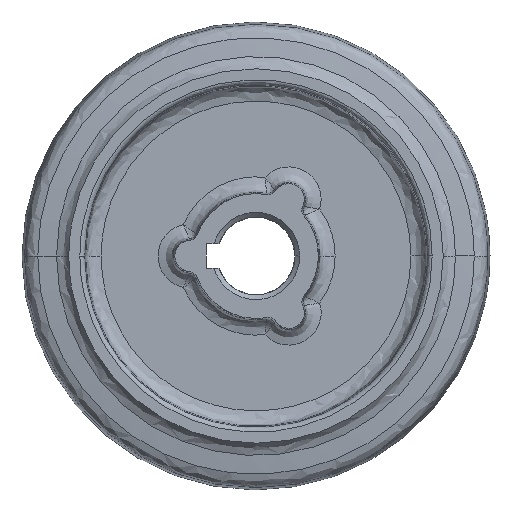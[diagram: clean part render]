
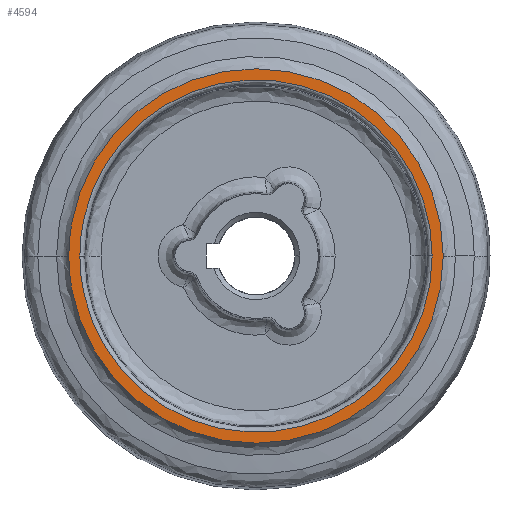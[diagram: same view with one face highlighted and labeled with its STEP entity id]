
A CAD part, left-side view. The second image highlights one B-rep face of the part: STEP entity #4594.
In plain terms, the highlighted planar face has unit normal (-1, 0, 0).
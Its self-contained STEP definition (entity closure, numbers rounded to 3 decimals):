
#1413 = CARTESIAN_POINT ( 'NONE',  ( -22.55, -56.461, 0. ) ) ;
#1414 = CARTESIAN_POINT ( 'NONE',  ( -22.55, 56.461, 0. ) ) ;
#1912 = CARTESIAN_POINT ( 'NONE',  ( -22.55, -60., 0. ) ) ;
#1923 = CARTESIAN_POINT ( 'NONE',  ( -22.55, -60., -10.532 ) ) ;
#1924 = CARTESIAN_POINT ( 'NONE',  ( -22.55, -57.228, -20.879 ) ) ;
#1925 = CARTESIAN_POINT ( 'NONE',  ( -22.55, -51.962, -30. ) ) ;
#1926 = CARTESIAN_POINT ( 'NONE',  ( -22.55, -46.695, -39.121 ) ) ;
#1927 = CARTESIAN_POINT ( 'NONE',  ( -22.55, -39.121, -46.695 ) ) ;
#1928 = CARTESIAN_POINT ( 'NONE',  ( -22.55, -30., -51.962 ) ) ;
#1929 = CARTESIAN_POINT ( 'NONE',  ( -22.55, -20.879, -57.228 ) ) ;
#1930 = CARTESIAN_POINT ( 'NONE',  ( -22.55, -10.532, -60. ) ) ;
#1931 = CARTESIAN_POINT ( 'NONE',  ( -22.55, 0., -60. ) ) ;
#1932 = CARTESIAN_POINT ( 'NONE',  ( -22.55, 10.532, -60. ) ) ;
#1933 = CARTESIAN_POINT ( 'NONE',  ( -22.55, 20.879, -57.228 ) ) ;
#1934 = CARTESIAN_POINT ( 'NONE',  ( -22.55, 30., -51.962 ) ) ;
#1935 = CARTESIAN_POINT ( 'NONE',  ( -22.55, 39.121, -46.695 ) ) ;
#1936 = CARTESIAN_POINT ( 'NONE',  ( -22.55, 46.695, -39.121 ) ) ;
#1937 = CARTESIAN_POINT ( 'NONE',  ( -22.55, 51.962, -30. ) ) ;
#1938 = CARTESIAN_POINT ( 'NONE',  ( -22.55, 57.228, -20.879 ) ) ;
#1939 = CARTESIAN_POINT ( 'NONE',  ( -22.55, 60., -10.532 ) ) ;
#1940 = CARTESIAN_POINT ( 'NONE',  ( -22.55, 60., 0. ) ) ;
#2144 = CARTESIAN_POINT ( 'NONE',  ( -22.55, -60., 0. ) ) ;
#2151 = CARTESIAN_POINT ( 'NONE',  ( -22.55, -60., 10.532 ) ) ;
#2152 = CARTESIAN_POINT ( 'NONE',  ( -22.55, -57.228, 20.879 ) ) ;
#2153 = CARTESIAN_POINT ( 'NONE',  ( -22.55, -51.962, 30. ) ) ;
#2154 = CARTESIAN_POINT ( 'NONE',  ( -22.55, -46.695, 39.121 ) ) ;
#2155 = CARTESIAN_POINT ( 'NONE',  ( -22.55, -39.121, 46.695 ) ) ;
#2156 = CARTESIAN_POINT ( 'NONE',  ( -22.55, -30., 51.962 ) ) ;
#2157 = CARTESIAN_POINT ( 'NONE',  ( -22.55, -20.879, 57.228 ) ) ;
#2158 = CARTESIAN_POINT ( 'NONE',  ( -22.55, -10.532, 60. ) ) ;
#2159 = CARTESIAN_POINT ( 'NONE',  ( -22.55, 0., 60. ) ) ;
#2160 = CARTESIAN_POINT ( 'NONE',  ( -22.55, 10.532, 60. ) ) ;
#2161 = CARTESIAN_POINT ( 'NONE',  ( -22.55, 20.879, 57.228 ) ) ;
#2162 = CARTESIAN_POINT ( 'NONE',  ( -22.55, 30., 51.962 ) ) ;
#2163 = CARTESIAN_POINT ( 'NONE',  ( -22.55, 39.121, 46.695 ) ) ;
#2164 = CARTESIAN_POINT ( 'NONE',  ( -22.55, 46.695, 39.121 ) ) ;
#2165 = CARTESIAN_POINT ( 'NONE',  ( -22.55, 51.962, 30. ) ) ;
#2166 = CARTESIAN_POINT ( 'NONE',  ( -22.55, 57.228, 20.879 ) ) ;
#2167 = CARTESIAN_POINT ( 'NONE',  ( -22.55, 60., 10.532 ) ) ;
#2168 = CARTESIAN_POINT ( 'NONE',  ( -22.55, 60., 0. ) ) ;
#3930 = B_SPLINE_CURVE_WITH_KNOTS ( 'NONE', 3,
 ( #4224, #4229, #4230, #4231, #4232, #4233, #4234, #4235, #4236, #4237, #4238, #4239, #4240, #4241, #4242, #4243, #4244, #4245, #4246 ),
 .UNSPECIFIED., .F., .F.,
 ( 4, 3, 3, 3, 3, 3, 4 ),
 ( 0., 0.167, 0.333, 0.5, 0.667, 0.833, 1. ),
 .UNSPECIFIED. ) ;
#3932 = B_SPLINE_CURVE_WITH_KNOTS ( 'NONE', 3,
 ( #4247, #4258, #4259, #4260, #4261, #4262, #4263, #4264, #4265, #4266, #4267, #4268, #4269, #4270, #4271, #4272, #4273, #4274, #4275 ),
 .UNSPECIFIED., .F., .F.,
 ( 4, 3, 3, 3, 3, 3, 4 ),
 ( 0., 0.167, 0.333, 0.5, 0.667, 0.833, 1. ),
 .UNSPECIFIED. ) ;
#4224 = CARTESIAN_POINT ( 'NONE',  ( -22.55, -56.461, 0. ) ) ;
#4229 = CARTESIAN_POINT ( 'NONE',  ( -22.55, -56.461, 9.911 ) ) ;
#4230 = CARTESIAN_POINT ( 'NONE',  ( -22.55, -53.852, 19.647 ) ) ;
#4231 = CARTESIAN_POINT ( 'NONE',  ( -22.55, -48.897, 28.231 ) ) ;
#4232 = CARTESIAN_POINT ( 'NONE',  ( -22.55, -43.941, 36.814 ) ) ;
#4233 = CARTESIAN_POINT ( 'NONE',  ( -22.55, -36.814, 43.941 ) ) ;
#4234 = CARTESIAN_POINT ( 'NONE',  ( -22.55, -28.231, 48.897 ) ) ;
#4235 = CARTESIAN_POINT ( 'NONE',  ( -22.55, -19.647, 53.852 ) ) ;
#4236 = CARTESIAN_POINT ( 'NONE',  ( -22.55, -9.911, 56.461 ) ) ;
#4237 = CARTESIAN_POINT ( 'NONE',  ( -22.55, 0., 56.461 ) ) ;
#4238 = CARTESIAN_POINT ( 'NONE',  ( -22.55, 9.911, 56.461 ) ) ;
#4239 = CARTESIAN_POINT ( 'NONE',  ( -22.55, 19.647, 53.852 ) ) ;
#4240 = CARTESIAN_POINT ( 'NONE',  ( -22.55, 28.231, 48.897 ) ) ;
#4241 = CARTESIAN_POINT ( 'NONE',  ( -22.55, 36.814, 43.941 ) ) ;
#4242 = CARTESIAN_POINT ( 'NONE',  ( -22.55, 43.941, 36.814 ) ) ;
#4243 = CARTESIAN_POINT ( 'NONE',  ( -22.55, 48.897, 28.231 ) ) ;
#4244 = CARTESIAN_POINT ( 'NONE',  ( -22.55, 53.852, 19.647 ) ) ;
#4245 = CARTESIAN_POINT ( 'NONE',  ( -22.55, 56.461, 9.911 ) ) ;
#4246 = CARTESIAN_POINT ( 'NONE',  ( -22.55, 56.461, 0. ) ) ;
#4247 = CARTESIAN_POINT ( 'NONE',  ( -22.55, -56.461, 0. ) ) ;
#4258 = CARTESIAN_POINT ( 'NONE',  ( -22.55, -56.461, -9.911 ) ) ;
#4259 = CARTESIAN_POINT ( 'NONE',  ( -22.55, -53.852, -19.647 ) ) ;
#4260 = CARTESIAN_POINT ( 'NONE',  ( -22.55, -48.897, -28.231 ) ) ;
#4261 = CARTESIAN_POINT ( 'NONE',  ( -22.55, -43.941, -36.814 ) ) ;
#4262 = CARTESIAN_POINT ( 'NONE',  ( -22.55, -36.814, -43.941 ) ) ;
#4263 = CARTESIAN_POINT ( 'NONE',  ( -22.55, -28.231, -48.897 ) ) ;
#4264 = CARTESIAN_POINT ( 'NONE',  ( -22.55, -19.647, -53.852 ) ) ;
#4265 = CARTESIAN_POINT ( 'NONE',  ( -22.55, -9.911, -56.461 ) ) ;
#4266 = CARTESIAN_POINT ( 'NONE',  ( -22.55, 0., -56.461 ) ) ;
#4267 = CARTESIAN_POINT ( 'NONE',  ( -22.55, 9.911, -56.461 ) ) ;
#4268 = CARTESIAN_POINT ( 'NONE',  ( -22.55, 19.647, -53.852 ) ) ;
#4269 = CARTESIAN_POINT ( 'NONE',  ( -22.55, 28.231, -48.897 ) ) ;
#4270 = CARTESIAN_POINT ( 'NONE',  ( -22.55, 36.814, -43.941 ) ) ;
#4271 = CARTESIAN_POINT ( 'NONE',  ( -22.55, 43.941, -36.814 ) ) ;
#4272 = CARTESIAN_POINT ( 'NONE',  ( -22.55, 48.897, -28.231 ) ) ;
#4273 = CARTESIAN_POINT ( 'NONE',  ( -22.55, 53.852, -19.647 ) ) ;
#4274 = CARTESIAN_POINT ( 'NONE',  ( -22.55, 56.461, -9.911 ) ) ;
#4275 = CARTESIAN_POINT ( 'NONE',  ( -22.55, 56.461, 0. ) ) ;
#4544 = VERTEX_POINT ( 'NONE', #4795 ) ;
#4545 = VERTEX_POINT ( 'NONE', #4796 ) ;
#4594 = ADVANCED_FACE ( 'NONE', ( #12115, #12117 ), #10744, .T. ) ;
#4689 = VERTEX_POINT ( 'NONE', #1413 ) ;
#4690 = VERTEX_POINT ( 'NONE', #1414 ) ;
#4795 = CARTESIAN_POINT ( 'NONE',  ( -22.55, -60., 0. ) ) ;
#4796 = CARTESIAN_POINT ( 'NONE',  ( -22.55, 60., 0. ) ) ;
#4838 = EDGE_CURVE ( 'NONE', #4544, #4545, #9975, .T. ) ;
#4853 = EDGE_CURVE ( 'NONE', #4544, #4545, #10002, .T. ) ;
#5007 = AXIS2_PLACEMENT_3D ( 'NONE', #10743, #10745, #10746 ) ;
#8868 = EDGE_LOOP ( 'NONE', ( #14029, #14030 ) ) ;
#8874 = EDGE_LOOP ( 'NONE', ( #14031, #14032 ) ) ;
#9566 = EDGE_CURVE ( 'NONE', #4689, #4690, #3930, .T. ) ;
#9568 = EDGE_CURVE ( 'NONE', #4689, #4690, #3932, .T. ) ;
#9975 = B_SPLINE_CURVE_WITH_KNOTS ( 'NONE', 3,
 ( #1912, #1923, #1924, #1925, #1926, #1927, #1928, #1929, #1930, #1931, #1932, #1933, #1934, #1935, #1936, #1937, #1938, #1939, #1940 ),
 .UNSPECIFIED., .F., .F.,
 ( 4, 3, 3, 3, 3, 3, 4 ),
 ( 0., 0.167, 0.333, 0.5, 0.667, 0.833, 1. ),
 .UNSPECIFIED. ) ;
#10002 = B_SPLINE_CURVE_WITH_KNOTS ( 'NONE', 3,
 ( #2144, #2151, #2152, #2153, #2154, #2155, #2156, #2157, #2158, #2159, #2160, #2161, #2162, #2163, #2164, #2165, #2166, #2167, #2168 ),
 .UNSPECIFIED., .F., .F.,
 ( 4, 3, 3, 3, 3, 3, 4 ),
 ( 0., 0.167, 0.333, 0.5, 0.667, 0.833, 1. ),
 .UNSPECIFIED. ) ;
#10743 = CARTESIAN_POINT ( 'NONE',  ( -22.55, 56.461, 0. ) ) ;
#10744 = PLANE ( 'NONE',  #5007 ) ;
#10745 = DIRECTION ( 'NONE',  ( -1., 0., 0. ) ) ;
#10746 = DIRECTION ( 'NONE',  ( 0., -1., 0. ) ) ;
#12115 = FACE_BOUND ( 'NONE', #8868, .T. ) ;
#12117 = FACE_OUTER_BOUND ( 'NONE', #8874, .T. ) ;
#14029 = ORIENTED_EDGE ( 'NONE', *, *, #9568, .T. ) ;
#14030 = ORIENTED_EDGE ( 'NONE', *, *, #9566, .F. ) ;
#14031 = ORIENTED_EDGE ( 'NONE', *, *, #4853, .T. ) ;
#14032 = ORIENTED_EDGE ( 'NONE', *, *, #4838, .F. ) ;
